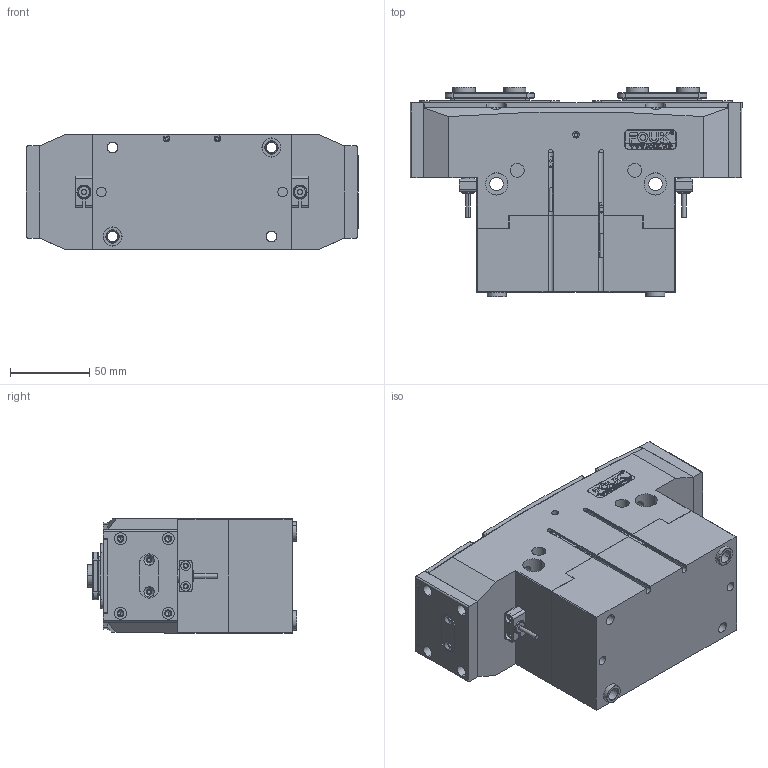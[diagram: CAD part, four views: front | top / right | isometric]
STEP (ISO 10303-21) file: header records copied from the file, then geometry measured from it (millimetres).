
FILE_DESCRIPTION (( 'STEP AP203' ), '1' );
FILE_NAME ('FR72-192-P-NC.STEP', '2025-05-06T08:26:37', ( 'USER-' ), ( 'Microsoft' ), 'SwSTEP 2.0', 'SolidWorks 2018', '' );
FILE_SCHEMA (( 'CONFIG_CONTROL_DESIGN' ));
Length unit declared in the file: millimetre
Products named in the file (20): 揤輸蚾饜极; 32x12-R2; P-GS-T-01 諉輪羲壽標厥釱; 苤覜聆假蚾璃; 电容传感器8x23接近开关; TRT72-192-M-12 耜猾极; TRT72-192-MX-01 喘倛褲极; TRT72-192-MX-06 笢猾え; FR72-192-P-NC; 14x10-16种杶; TRT72-192-P陔; TRT72-192-MX-02 喘倛賑輸; TRT72-192-M-14 忒硌薊啣; 内六角圆柱头螺钉[GBT70_1-2008][M2.5×8]_M2.5×8; TRT72-192-MX-22B 晊扥极; TRT72-192-M-11 奻葡裔啣; TRT72-192-M-13 移动挡板(默认); ﾏ擎ﾗ12｡ﾁ8｡ﾁ6; 褫籵蚚苤結裔; 棠羲換覜ん
Assembly tree (33 placements, depth 3):
  FR72-192-P-NC
    TRT72-192-MX-01 喘倛褲极
    TRT72-192-MX-02 喘倛賑輸  x2
    TRT72-192-MX-06 笢猾え
    揤輸蚾饜极  x2
      内六角圆柱头螺钉[GBT70_1-2008][M2.5×8]_M2.5×8
      苤覜聆假蚾璃
    P-GS-T-01 諉輪羲壽標厥釱  x2
    电容传感器8x23接近开关  x2
    32x12-R2
    棠羲換覜ん  x2
    TRT72-192-P陔
      14x10-16种杶  x4
      TRT72-192-M-11 奻葡裔啣
      TRT72-192-M-12 耜猾极  x2
      TRT72-192-M-14 忒硌薊啣  x2
      TRT72-192-M-13 移动挡板(默认)  x2
      褫籵蚚苤結裔  x2
    TRT72-192-MX-22B 晊扥极
    ﾏ擎ﾗ12｡ﾁ8｡ﾁ6  x2
Bounding box: 209 x 132 x 72 mm (x, y, z)
Volume: 1248675.9 mm3; surface area: 247549.6 mm2
Topology: 33 solids, 41 shells, 1778 faces, 4567 edges, 2910 vertices
Faces by surface type: plane 752, cylinder 607, cone 248, bspline 155, torus 16
Entity records: 49406 total; most frequent: CARTESIAN_POINT 14158, ORIENTED_EDGE 6900, DIRECTION 6546, EDGE_CURVE 3450, VERTEX_POINT 2256, AXIS2_PLACEMENT_3D 2222, VECTOR 2102, LINE 2102
